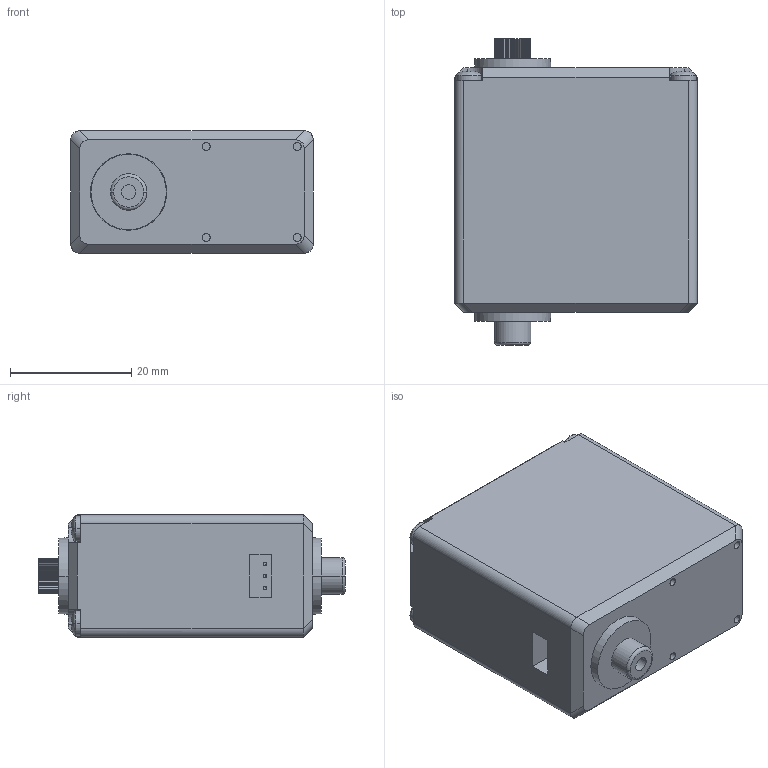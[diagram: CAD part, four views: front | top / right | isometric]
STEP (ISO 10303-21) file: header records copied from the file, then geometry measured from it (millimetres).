
FILE_DESCRIPTION (( 'STEP AP214' ), '1' );
FILE_NAME ('LDX-218_Servo.STEP', '2023-02-25T15:47:58', ( '' ), ( '' ), 'SwSTEP 2.0', 'SolidWorks 2023', '' );
FILE_SCHEMA (( 'AUTOMOTIVE_DESIGN' ));
Length unit declared in the file: millimetre
Products named in the file (1): LDX-218_Servo_Predeterminado
Bounding box: 40 x 50.5 x 20.2 mm (x, y, z)
Volume: 32549.4 mm3; surface area: 6971.2 mm2
Topology: 9 solids, 9 shells, 306 faces, 806 edges, 530 vertices
Faces by surface type: plane 210, cylinder 80, bspline 8, cone 6, torus 2
Entity records: 13063 total; most frequent: CARTESIAN_POINT 2075, ORIENTED_EDGE 1612, DIRECTION 1488, EDGE_CURVE 806, VECTOR 562, LINE 562, VERTEX_POINT 530, AXIS2_PLACEMENT_3D 463
